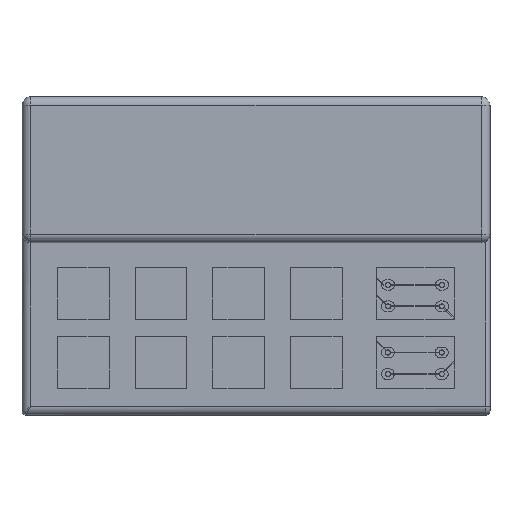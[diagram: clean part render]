
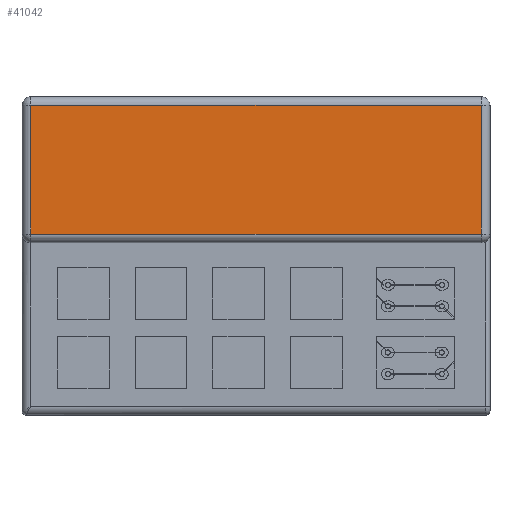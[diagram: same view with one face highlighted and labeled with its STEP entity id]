
A CAD part, top view. The second image highlights one B-rep face of the part: STEP entity #41042.
In plain terms, the highlighted planar face has unit normal (0, 0, 1).
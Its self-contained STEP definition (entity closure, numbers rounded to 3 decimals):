
#3992=FACE_OUTER_BOUND('',#6926,.T.);
#6926=EDGE_LOOP('',(#36577,#36578,#36579,#36580));
#12435=LINE('',#68696,#16431);
#12441=LINE('',#68715,#16437);
#12442=LINE('',#68719,#16438);
#12443=LINE('',#68720,#16439);
#16431=VECTOR('',#56984,10.);
#16437=VECTOR('',#57008,10.);
#16438=VECTOR('',#57013,10.);
#16439=VECTOR('',#57014,10.);
#20151=VERTEX_POINT('',#68690);
#20153=VERTEX_POINT('',#68694);
#20157=VERTEX_POINT('',#68714);
#20158=VERTEX_POINT('',#68718);
#25642=EDGE_CURVE('',#20153,#20151,#12435,.T.);
#25652=EDGE_CURVE('',#20151,#20157,#12441,.T.);
#25654=EDGE_CURVE('',#20158,#20153,#12442,.T.);
#25655=EDGE_CURVE('',#20157,#20158,#12443,.T.);
#36577=ORIENTED_EDGE('',*,*,#25642,.F.);
#36578=ORIENTED_EDGE('',*,*,#25654,.F.);
#36579=ORIENTED_EDGE('',*,*,#25655,.F.);
#36580=ORIENTED_EDGE('',*,*,#25652,.F.);
#38378=PLANE('',#45281);
#41042=ADVANCED_FACE('',(#3992),#38378,.T.);
#45281=AXIS2_PLACEMENT_3D('',#68717,#57011,#57012);
#56984=DIRECTION('',(0.,-1.,0.));
#57008=DIRECTION('',(-1.,0.,0.));
#57011=DIRECTION('center_axis',(0.,0.,1.));
#57012=DIRECTION('ref_axis',(1.,0.,0.));
#57013=DIRECTION('',(1.,0.,0.));
#57014=DIRECTION('',(0.,1.,0.));
#68690=CARTESIAN_POINT('',(173.545,-63.83,11.));
#68694=CARTESIAN_POINT('',(173.545,-34.,11.));
#68696=CARTESIAN_POINT('',(173.545,-77.372,11.));
#68714=CARTESIAN_POINT('',(69.,-63.83,11.));
#68715=CARTESIAN_POINT('',(94.136,-63.83,11.));
#68717=CARTESIAN_POINT('Origin',(121.272,-48.915,11.));
#68718=CARTESIAN_POINT('',(69.,-34.,11.));
#68719=CARTESIAN_POINT('',(148.408,-34.,11.));
#68720=CARTESIAN_POINT('',(69.,-40.457,11.));
